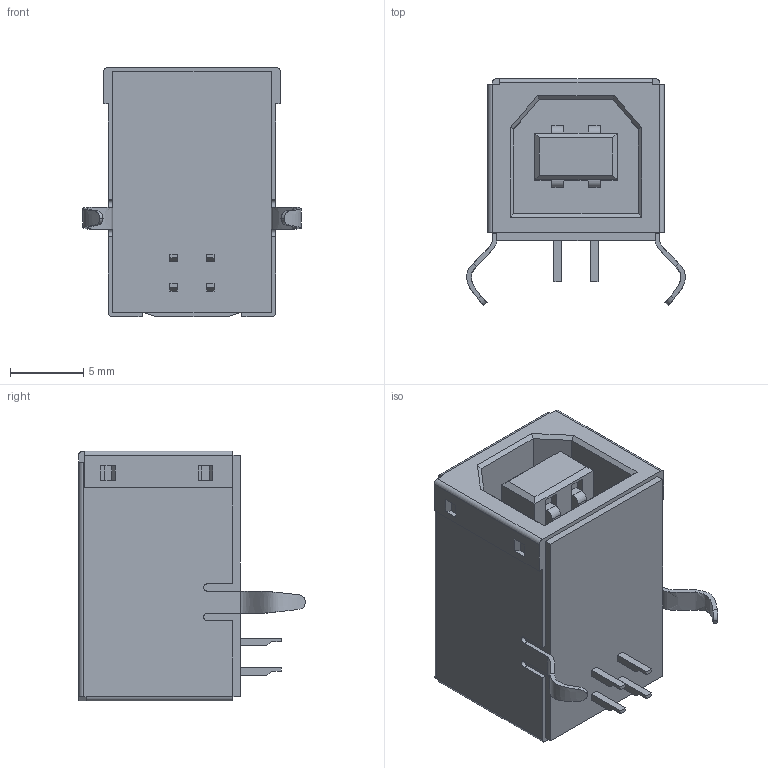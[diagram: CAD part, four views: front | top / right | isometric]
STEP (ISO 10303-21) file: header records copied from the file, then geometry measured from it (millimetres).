
FILE_DESCRIPTION (( 'STEP AP214' ), '1' );
FILE_NAME ('67DEFAU0515123615447.step', '2006-05-15T16:36:17', ( 'sysAdmin' ), ( 'SolidWorks' ), 'SwSTEP 2.0', 'SolidWorks 2006079', '' );
FILE_SCHEMA (( 'AUTOMOTIVE_DESIGN' ));
Length unit declared in the file: millimetre
Products named in the file (1): 67DEFAU0515123615447
Bounding box: 14.89 x 15.42 x 17 mm (x, y, z)
Volume: 1634 mm3; surface area: 1759.3 mm2
Topology: 1 solids, 1 shells, 175 faces, 461 edges, 302 vertices
Faces by surface type: plane 148, cylinder 15, bspline 12
Entity records: 7317 total; most frequent: CARTESIAN_POINT 2127, ORIENTED_EDGE 922, DIRECTION 785, EDGE_CURVE 461, VECTOR 397, LINE 397, VERTEX_POINT 302, AXIS2_PLACEMENT_3D 194
